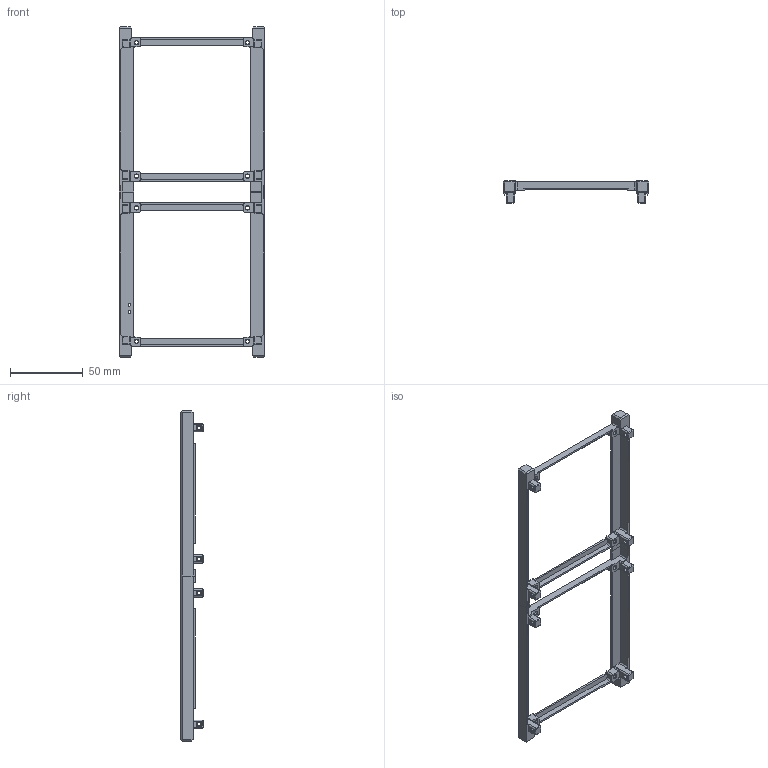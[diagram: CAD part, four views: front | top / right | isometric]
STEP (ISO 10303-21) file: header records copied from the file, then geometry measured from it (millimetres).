
FILE_DESCRIPTION((''),'2;1');
FILE_NAME('Side Frame 007 double.stp','2012-09-19T10:54:45',('karl'),(''),'Autodesk Inventor 2011','Autodesk Inventor 2011','');
FILE_SCHEMA(('AUTOMOTIVE_DESIGN { 1 0 10303 214 1 1 1 1 }'));
Length unit declared in the file: millimetre
Products named in the file (3): Side Frame 007 double; SIDE_FRAME_007TOP; SIDE_FRAME_007BOTTOM
Assembly tree (2 placements, depth 2):
  Side Frame 007 double
    SIDE_FRAME_007TOP
    SIDE_FRAME_007BOTTOM
Bounding box: 100 x 15.4 x 227 mm (x, y, z)
Volume: 19381.8 mm3; surface area: 26598.2 mm2
Topology: 2 solids, 2 shells, 407 faces, 1119 edges, 713 vertices
Faces by surface type: plane 219, cylinder 128, cone 60
Full cylindrical faces by diameter (mm): 1.8 x2, 2.2 x1, 2.6 x16, 5.2 x1
Entity records: 12750 total; most frequent: DIRECTION 2222, CARTESIAN_POINT 2198, ORIENTED_EDGE 2140, EDGE_CURVE 1070, AXIS2_PLACEMENT_3D 744, VECTOR 734, LINE 734, VERTEX_POINT 708
